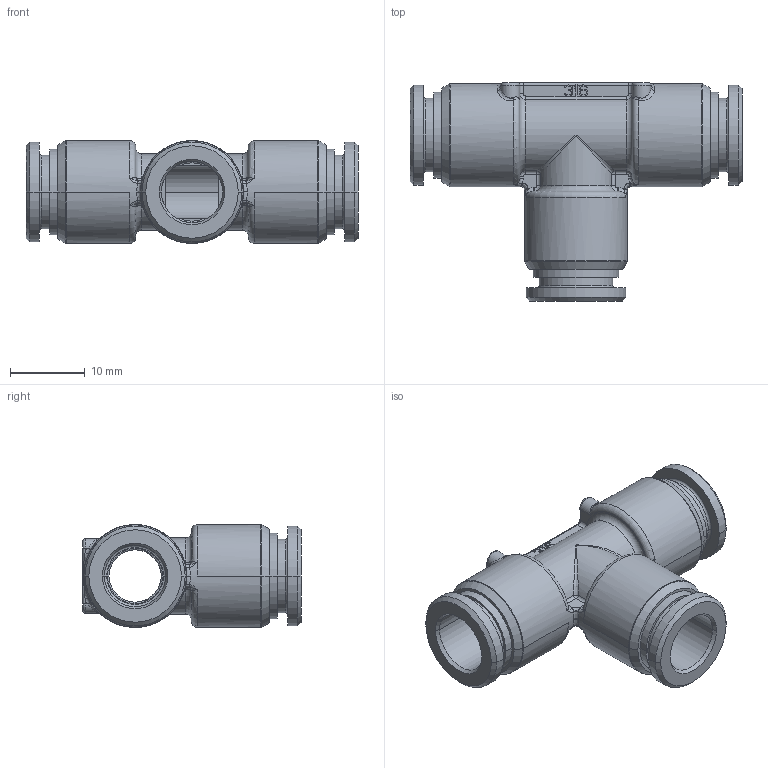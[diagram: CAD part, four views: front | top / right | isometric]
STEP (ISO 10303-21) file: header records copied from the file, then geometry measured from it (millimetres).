
FILE_DESCRIPTION(( 'MXM.29.08.08.stp' ), '1');
FILE_NAME( 'MXM.29.08.08.stp', '2019-06-19T15:08:45',( 'Sopra'),('sopra-pneumatic.com'), 'SwSTEP 2.0','SolidWorks 2009','' );
FILE_SCHEMA(('CONFIG_CONTROL_DESIGN'));
Length unit declared in the file: millimetre
Products named in the file (1): 384457B_954X4M-8FF
Bounding box: 44.5 x 29.25 x 13.8 mm (x, y, z)
Volume: 4403.6 mm3; surface area: 5103.9 mm2
Topology: 1 solids, 1 shells, 399 faces, 980 edges, 600 vertices
Faces by surface type: plane 177, cylinder 76, bspline 60, torus 52, cone 30, sphere 4
Entity records: 14504 total; most frequent: CARTESIAN_POINT 5336, ORIENTED_EDGE 1960, DIRECTION 1838, EDGE_CURVE 980, AXIS2_PLACEMENT_3D 652, VERTEX_POINT 600, VECTOR 534, LINE 534
